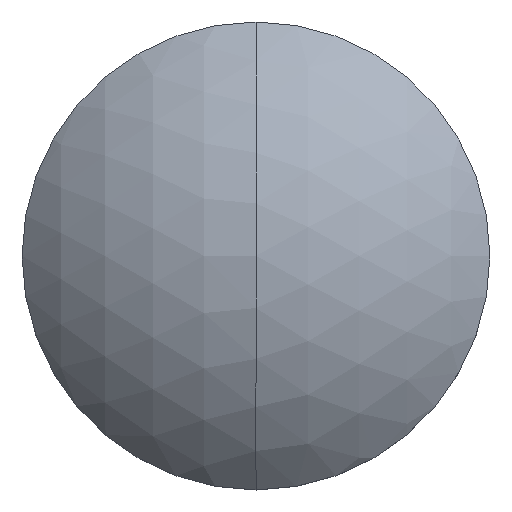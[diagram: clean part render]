
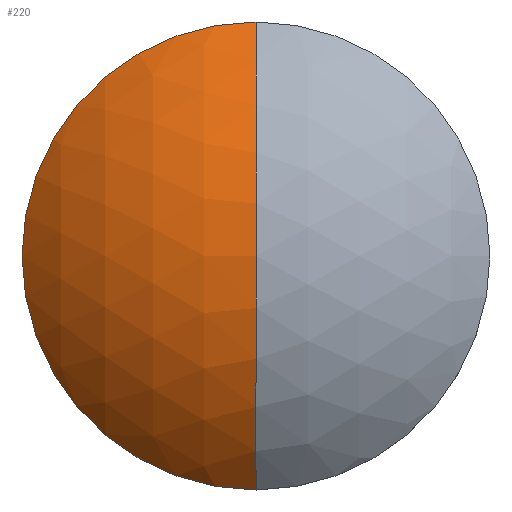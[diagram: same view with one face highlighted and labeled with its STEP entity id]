
A CAD part, top view. The second image highlights one B-rep face of the part: STEP entity #220.
In plain terms, the highlighted spherical face has radius 8.67 mm.
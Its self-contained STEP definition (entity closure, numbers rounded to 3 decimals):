
#6 = AXIS2_PLACEMENT_3D ( 'NONE', #10, #26, #28 ) ;
#9 = EDGE_CURVE ( 'NONE', #225, #219, #221, .T. ) ;
#10 = CARTESIAN_POINT ( 'NONE',  ( 0., 0., -6.54 ) ) ;
#26 = DIRECTION ( 'NONE',  ( 1., 0., 0. ) ) ;
#28 = DIRECTION ( 'NONE',  ( 0., 0., -1. ) ) ;
#34 = EDGE_CURVE ( 'NONE', #226, #219, #126, .T. ) ;
#103 = AXIS2_PLACEMENT_3D ( 'NONE', #122, #121, #120 ) ;
#120 = DIRECTION ( 'NONE',  ( 0., -1., 0. ) ) ;
#121 = DIRECTION ( 'NONE',  ( -1., 0., 0. ) ) ;
#122 = CARTESIAN_POINT ( 'NONE',  ( 0., 0., -6.54 ) ) ;
#126 = CIRCLE ( 'NONE', #103, 8.67 ) ;
#136 = FACE_OUTER_BOUND ( 'NONE', #215, .T. ) ;
#142 = AXIS2_PLACEMENT_3D ( 'NONE', #158, #180, #169 ) ;
#148 = DIRECTION ( 'NONE',  ( 0., 0., 1. ) ) ;
#149 = CARTESIAN_POINT ( 'NONE',  ( 0., 0., -0.637 ) ) ;
#150 = AXIS2_PLACEMENT_3D ( 'NONE', #149, #148, #174 ) ;
#151 = CIRCLE ( 'NONE', #150, 6.35 ) ;
#154 = SPHERICAL_SURFACE ( 'NONE', #142, 8.67 ) ;
#155 = CARTESIAN_POINT ( 'NONE',  ( 0., -6.35, -0.637 ) ) ;
#158 = CARTESIAN_POINT ( 'NONE',  ( 0., 0., -6.54 ) ) ;
#169 = DIRECTION ( 'NONE',  ( 0., 1., 0. ) ) ;
#172 = CARTESIAN_POINT ( 'NONE',  ( 0., 6.35, -0.637 ) ) ;
#174 = DIRECTION ( 'NONE',  ( 0., -1., 0. ) ) ;
#180 = DIRECTION ( 'NONE',  ( -1., 0., 0. ) ) ;
#182 = CARTESIAN_POINT ( 'NONE',  ( 0., 0., 2.13 ) ) ;
#215 = EDGE_LOOP ( 'NONE', ( #218, #216, #223 ) ) ;
#216 = ORIENTED_EDGE ( 'NONE', *, *, #34, .T. ) ;
#218 = ORIENTED_EDGE ( 'NONE', *, *, #222, .T. ) ;
#219 = VERTEX_POINT ( 'NONE', #182 ) ;
#220 = ADVANCED_FACE ( 'NONE', ( #136 ), #154, .T. ) ;
#221 = CIRCLE ( 'NONE', #6, 8.67 ) ;
#222 = EDGE_CURVE ( 'NONE', #225, #226, #151, .T. ) ;
#223 = ORIENTED_EDGE ( 'NONE', *, *, #9, .F. ) ;
#225 = VERTEX_POINT ( 'NONE', #172 ) ;
#226 = VERTEX_POINT ( 'NONE', #155 ) ;
